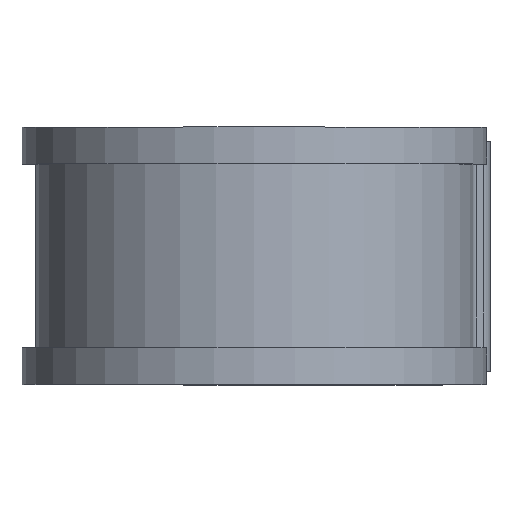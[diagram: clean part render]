
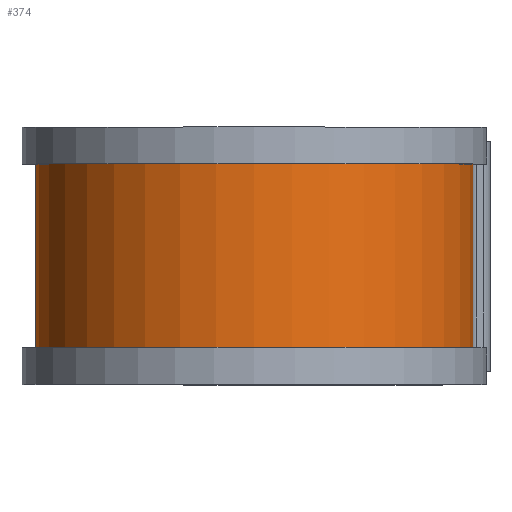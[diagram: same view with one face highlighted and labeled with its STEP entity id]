
A CAD part, top view. The second image highlights one B-rep face of the part: STEP entity #374.
In plain terms, the highlighted cylindrical face has radius 24.168 mm (diameter 48.336 mm), a partial arc.
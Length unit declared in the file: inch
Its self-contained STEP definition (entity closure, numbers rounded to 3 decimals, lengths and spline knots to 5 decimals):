
#21 = EDGE_CURVE ( 'NONE', #277, #1504, #1281, .T. ) ;
#53 = VECTOR ( 'NONE', #390, 39.37008 ) ;
#80 = DIRECTION ( 'NONE',  ( 0., -1., 0. ) ) ;
#132 = ORIENTED_EDGE ( 'NONE', *, *, #1040, .F. ) ;
#277 = VERTEX_POINT ( 'NONE', #1519 ) ;
#374 = ADVANCED_FACE ( 'NONE', ( #649 ), #625, .T. ) ;
#390 = DIRECTION ( 'NONE',  ( 0., -1., 0. ) ) ;
#439 = DIRECTION ( 'NONE',  ( 0., -1., 0. ) ) ;
#445 = CARTESIAN_POINT ( 'NONE',  ( 0., 0.4, 0. ) ) ;
#590 = EDGE_CURVE ( 'NONE', #277, #899, #1616, .T. ) ;
#625 = CYLINDRICAL_SURFACE ( 'NONE', #1289, 0.9515 ) ;
#643 = CARTESIAN_POINT ( 'NONE',  ( 0., 0.5, -0.9515 ) ) ;
#649 = FACE_OUTER_BOUND ( 'NONE', #1398, .T. ) ;
#699 = DIRECTION ( 'NONE',  ( 0., 0., -1. ) ) ;
#719 = CARTESIAN_POINT ( 'NONE',  ( 0.9515, 0.5, 0. ) ) ;
#727 = CARTESIAN_POINT ( 'NONE',  ( 0., -0.4, 0. ) ) ;
#738 = DIRECTION ( 'NONE',  ( 0., -1., 0. ) ) ;
#821 = DIRECTION ( 'NONE',  ( 0., 0., -1. ) ) ;
#899 = VERTEX_POINT ( 'NONE', #1342 ) ;
#922 = VERTEX_POINT ( 'NONE', #1360 ) ;
#928 = EDGE_CURVE ( 'NONE', #899, #922, #1481, .T. ) ;
#1040 = EDGE_CURVE ( 'NONE', #1504, #922, #1368, .T. ) ;
#1130 = VECTOR ( 'NONE', #80, 39.37008 ) ;
#1131 = DIRECTION ( 'NONE',  ( 0., -1., 0. ) ) ;
#1156 = CARTESIAN_POINT ( 'NONE',  ( 0., 0.5, 0. ) ) ;
#1281 = LINE ( 'NONE', #719, #53 ) ;
#1289 = AXIS2_PLACEMENT_3D ( 'NONE', #1156, #1131, #1292 ) ;
#1292 = DIRECTION ( 'NONE',  ( 0., 0., -1. ) ) ;
#1342 = CARTESIAN_POINT ( 'NONE',  ( 0., 0.4, -0.9515 ) ) ;
#1360 = CARTESIAN_POINT ( 'NONE',  ( 0., -0.4, -0.9515 ) ) ;
#1368 = CIRCLE ( 'NONE', #1717, 0.9515 ) ;
#1398 = EDGE_LOOP ( 'NONE', ( #1654, #1446, #1554, #132 ) ) ;
#1430 = AXIS2_PLACEMENT_3D ( 'NONE', #445, #439, #821 ) ;
#1446 = ORIENTED_EDGE ( 'NONE', *, *, #590, .T. ) ;
#1469 = CARTESIAN_POINT ( 'NONE',  ( 0.9515, -0.4, 0. ) ) ;
#1481 = LINE ( 'NONE', #643, #1130 ) ;
#1504 = VERTEX_POINT ( 'NONE', #1469 ) ;
#1519 = CARTESIAN_POINT ( 'NONE',  ( 0.9515, 0.4, 0. ) ) ;
#1554 = ORIENTED_EDGE ( 'NONE', *, *, #928, .T. ) ;
#1616 = CIRCLE ( 'NONE', #1430, 0.9515 ) ;
#1654 = ORIENTED_EDGE ( 'NONE', *, *, #21, .F. ) ;
#1717 = AXIS2_PLACEMENT_3D ( 'NONE', #727, #738, #699 ) ;
